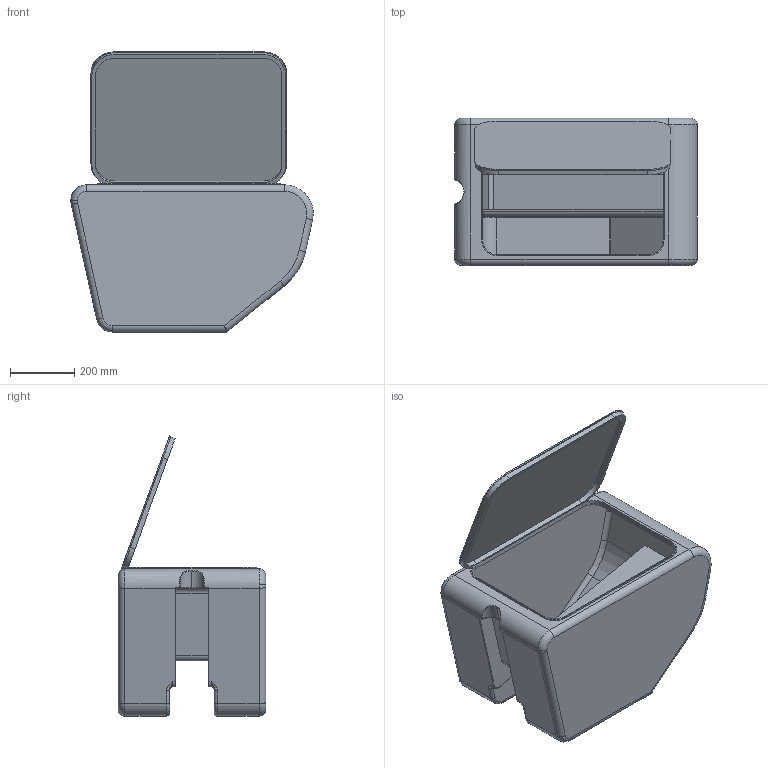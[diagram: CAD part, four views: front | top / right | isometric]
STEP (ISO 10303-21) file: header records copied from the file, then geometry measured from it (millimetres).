
FILE_DESCRIPTION(('HOOPS Exchange Step'),'2;1');
FILE_NAME('temp_export','2022-12-21T13:39:02+01:00',('mobile'),('Shapr3D Limited'),'HOOPS Exchange 2022.1','Shapr3D','Authorized');
FILE_SCHEMA( ('AUTOMOTIVE_DESIGN { 1 0 10303 214 1 1 1 1 }') );
Length unit declared in the file: millimetre
Products named in the file (2): Box 1 prefinal; root
Assembly tree (1 placements, depth 2):
  root
    Box 1 prefinal
Bounding box: 757.12 x 460 x 875.34 mm (x, y, z)
Volume: 10590713.7 mm3; surface area: 3685145.8 mm2
Topology: 2 solids, 2 shells, 235 faces, 590 edges, 349 vertices
Faces by surface type: cylinder 96, plane 74, torus 41, bspline 18, sphere 6
Entity records: 14910 total; most frequent: CARTESIAN_POINT 9260, DIRECTION 1237, ORIENTED_EDGE 1152, EDGE_CURVE 576, AXIS2_PLACEMENT_3D 479, VERTEX_POINT 349, VECTOR 279, LINE 279
